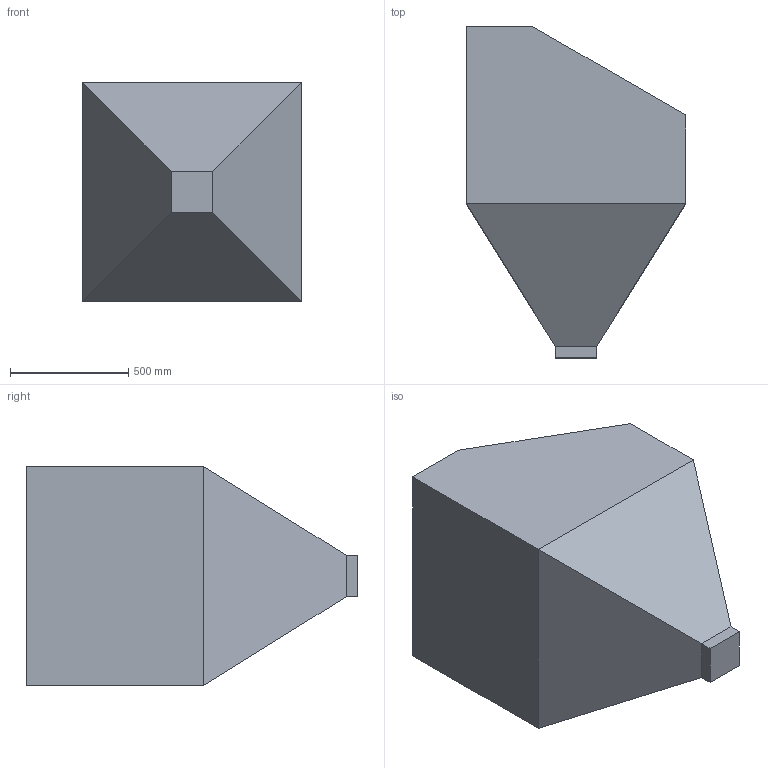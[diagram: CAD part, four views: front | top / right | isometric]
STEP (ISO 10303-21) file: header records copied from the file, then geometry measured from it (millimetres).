
FILE_DESCRIPTION (( 'STEP AP203' ), '1' );
FILE_NAME ('Trichter.STEP', '2016-03-10T07:16:27', ( '' ), ( '' ), 'SwSTEP 2.0', 'SolidWorks 2015', '' );
FILE_SCHEMA (( 'CONFIG_CONTROL_DESIGN' ));
Length unit declared in the file: millimetre
Products named in the file (1): Trichter
Bounding box: 925 x 1400 x 925 mm (x, y, z)
Volume: 740224039.3 mm3; surface area: 4755357.1 mm2
Topology: 1 solids, 1 shells, 15 faces, 31 edges, 18 vertices
Faces by surface type: plane 15
Entity records: 458 total; most frequent: CARTESIAN_POINT 65, DIRECTION 63, ORIENTED_EDGE 62, VECTOR 31, LINE 31, EDGE_CURVE 31, VERTEX_POINT 18, AXIS2_PLACEMENT_3D 16
